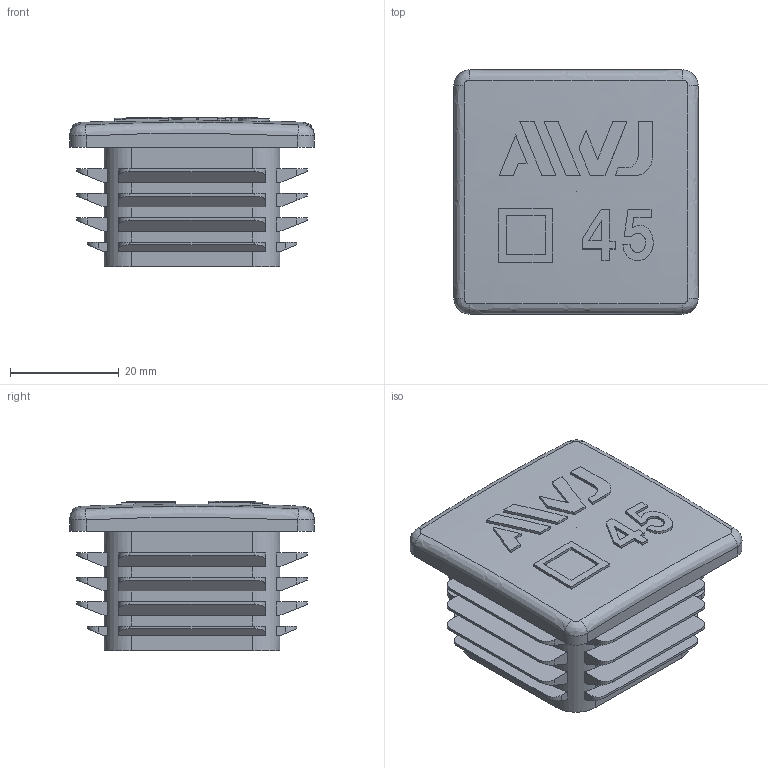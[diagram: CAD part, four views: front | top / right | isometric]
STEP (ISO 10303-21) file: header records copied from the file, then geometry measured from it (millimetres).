
FILE_DESCRIPTION( ( 'STEP AP203' ), '1' );
FILE_NAME( '45.step', '2022-07-25T05:53:17', ( ' ' ), ( ' ' ), 'XStep 1.0', ' ', ' ' );
FILE_SCHEMA( ( 'CONFIG_CONTROL_DESIGN' ) );
Length unit declared in the file: millimetre
Products named in the file (1): 1
Bounding box: 45 x 45 x 27.51 mm (x, y, z)
Volume: 17841.7 mm3; surface area: 13267.9 mm2
Topology: 1 solids, 1 shells, 282 faces, 758 edges, 486 vertices
Faces by surface type: plane 201, cylinder 46, bspline 28, cone 4, extrusion 3
Entity records: 11750 total; most frequent: CARTESIAN_POINT 4979, ORIENTED_EDGE 1496, DIRECTION 1267, EDGE_CURVE 748, VERTEX_POINT 482, VECTOR 435, LINE 432, AXIS2_PLACEMENT_3D 416
